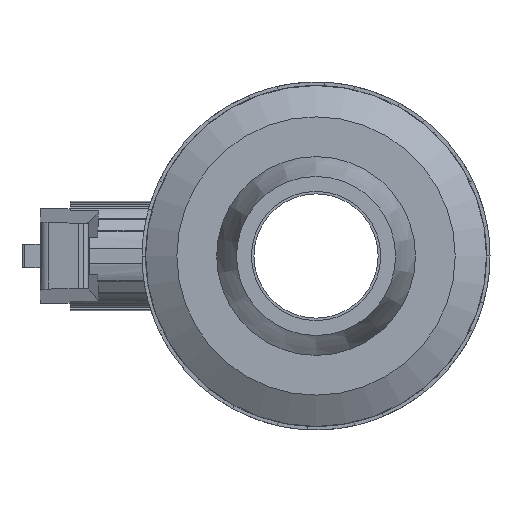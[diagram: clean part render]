
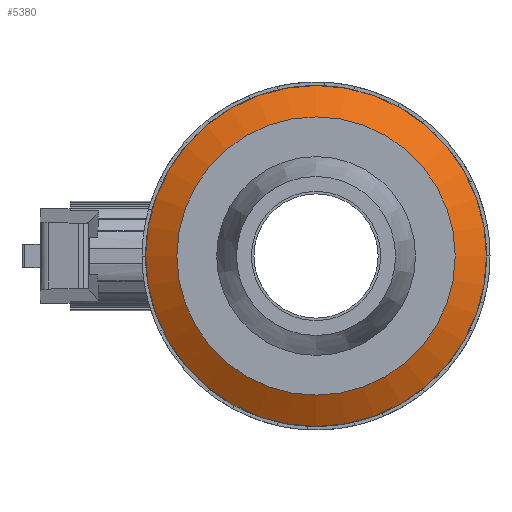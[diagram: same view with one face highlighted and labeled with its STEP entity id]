
A CAD part, left-side view. The second image highlights one B-rep face of the part: STEP entity #5380.
In plain terms, the highlighted conical face has half-angle 60 degrees and reference radius 31.5 mm.
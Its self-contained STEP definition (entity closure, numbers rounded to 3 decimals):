
#34=CONICAL_SURFACE('',#5705,31.5,1.047);
#400=FACE_OUTER_BOUND('',#694,.T.);
#694=EDGE_LOOP('',(#3730,#3731,#3732,#3733));
#1010=LINE('',#8626,#1525);
#1525=VECTOR('',#6323,31.5);
#2009=CIRCLE('',#5706,34.3);
#2010=CIRCLE('',#5707,28.);
#2273=VERTEX_POINT('',#8623);
#2274=VERTEX_POINT('',#8625);
#2832=EDGE_CURVE('',#2273,#2273,#2009,.T.);
#2833=EDGE_CURVE('',#2273,#2274,#1010,.T.);
#2834=EDGE_CURVE('',#2274,#2274,#2010,.T.);
#3730=ORIENTED_EDGE('',*,*,#2832,.T.);
#3731=ORIENTED_EDGE('',*,*,#2833,.T.);
#3732=ORIENTED_EDGE('',*,*,#2834,.F.);
#3733=ORIENTED_EDGE('',*,*,#2833,.F.);
#5380=ADVANCED_FACE('',(#400),#34,.T.);
#5705=AXIS2_PLACEMENT_3D('',#8622,#6319,#6320);
#5706=AXIS2_PLACEMENT_3D('',#8624,#6321,#6322);
#5707=AXIS2_PLACEMENT_3D('',#8627,#6324,#6325);
#6319=DIRECTION('center_axis',(1.,0.,0.));
#6320=DIRECTION('ref_axis',(0.,1.,0.));
#6321=DIRECTION('center_axis',(-1.,0.,0.));
#6322=DIRECTION('ref_axis',(0.,1.,0.));
#6323=DIRECTION('',(-0.5,0.866,0.));
#6324=DIRECTION('center_axis',(-1.,0.,0.));
#6325=DIRECTION('ref_axis',(0.,1.,0.));
#8622=CARTESIAN_POINT('Origin',(-33.428,0.,0.));
#8623=CARTESIAN_POINT('',(-31.812,-34.3,0.));
#8624=CARTESIAN_POINT('Origin',(-31.812,0.,0.));
#8625=CARTESIAN_POINT('',(-35.449,-28.,0.));
#8626=CARTESIAN_POINT('',(-33.428,-31.5,0.));
#8627=CARTESIAN_POINT('Origin',(-35.449,0.,0.));
